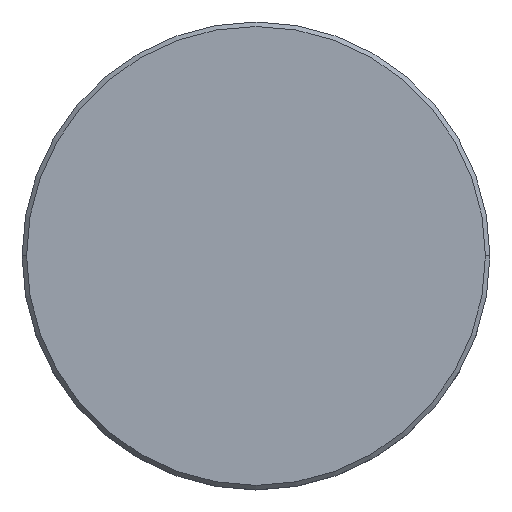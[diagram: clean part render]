
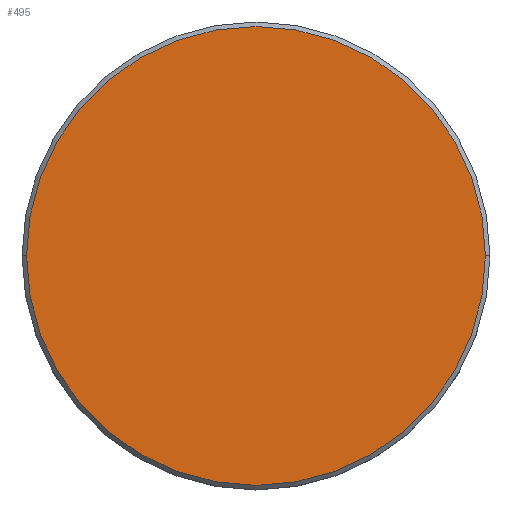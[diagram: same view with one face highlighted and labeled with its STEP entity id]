
A CAD part, top view. The second image highlights one B-rep face of the part: STEP entity #495.
In plain terms, the highlighted planar face has unit normal (0, 0, 1).
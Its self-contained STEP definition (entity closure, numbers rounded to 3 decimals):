
#48 = CIRCLE ( 'NONE', #952, 25.5 ) ;
#113 = FACE_OUTER_BOUND ( 'NONE', #948, .T. ) ;
#151 = VERTEX_POINT ( 'NONE', #994 ) ;
#183 = CIRCLE ( 'NONE', #957, 25.5 ) ;
#210 = EDGE_CURVE ( 'NONE', #1013, #151, #183, .T. ) ;
#281 = AXIS2_PLACEMENT_3D ( 'NONE', #401, #1145, #1137 ) ;
#401 = CARTESIAN_POINT ( 'NONE',  ( 0., 0., 0. ) ) ;
#495 = ADVANCED_FACE ( 'NONE', ( #113 ), #775, .T. ) ;
#547 = CARTESIAN_POINT ( 'NONE',  ( 0., 0., 0. ) ) ;
#561 = DIRECTION ( 'NONE',  ( 1., 0., 0. ) ) ;
#574 = ORIENTED_EDGE ( 'NONE', *, *, #210, .T. ) ;
#616 = ORIENTED_EDGE ( 'NONE', *, *, #705, .T. ) ;
#633 = CARTESIAN_POINT ( 'NONE',  ( 0., 0., 0. ) ) ;
#705 = EDGE_CURVE ( 'NONE', #151, #1013, #48, .T. ) ;
#718 = CARTESIAN_POINT ( 'NONE',  ( 25.5, 0., 0. ) ) ;
#775 = PLANE ( 'NONE',  #281 ) ;
#810 = DIRECTION ( 'NONE',  ( 1., 0., 0. ) ) ;
#897 = DIRECTION ( 'NONE',  ( 0., 0., 1. ) ) ;
#914 = DIRECTION ( 'NONE',  ( 0., 0., 1. ) ) ;
#948 = EDGE_LOOP ( 'NONE', ( #616, #574 ) ) ;
#952 = AXIS2_PLACEMENT_3D ( 'NONE', #547, #914, #810 ) ;
#957 = AXIS2_PLACEMENT_3D ( 'NONE', #633, #897, #561 ) ;
#994 = CARTESIAN_POINT ( 'NONE',  ( -25.5, 0., 0. ) ) ;
#1013 = VERTEX_POINT ( 'NONE', #718 ) ;
#1137 = DIRECTION ( 'NONE',  ( 1., 0., 0. ) ) ;
#1145 = DIRECTION ( 'NONE',  ( 0., 0., 1. ) ) ;
